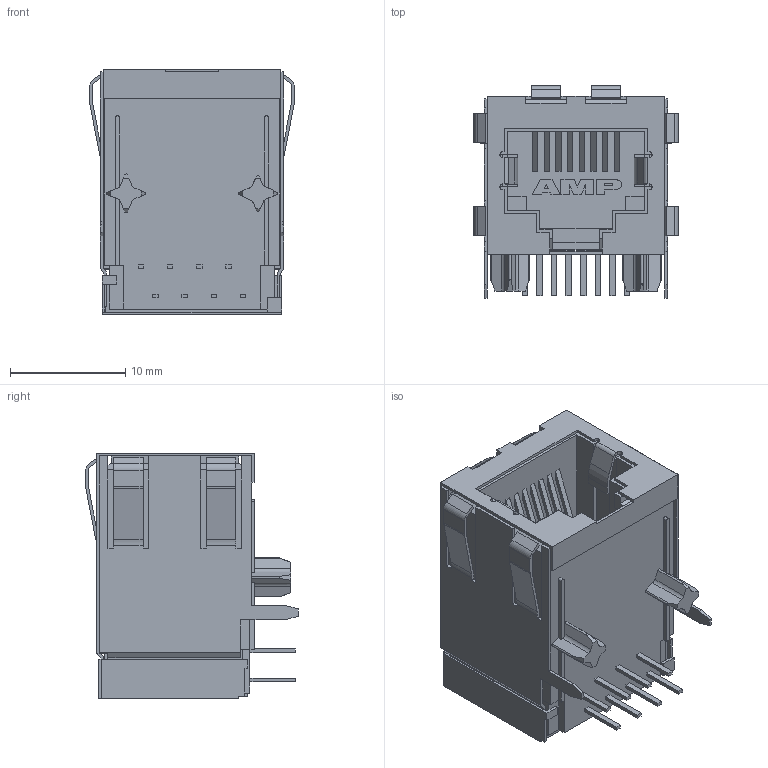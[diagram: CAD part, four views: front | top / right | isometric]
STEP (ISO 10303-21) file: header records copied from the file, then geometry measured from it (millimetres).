
FILE_DESCRIPTION((''),'2;1');
FILE_NAME('C-5406299-01-3','2007-09-07T',('workeradm'),('Tyco Electronics Corporation'),'PRO/ENGINEER BY PARAMETRIC TECHNOLOGY CORPORATION, 2005450','PRO/ENGINEER BY PARAMETRIC TECHNOLOGY CORPORATION, 2005450','');
FILE_SCHEMA(('CONFIG_CONTROL_DESIGN', 'GEOMETRIC_VALIDATION_PROPERTIES_MIM'));
Length unit declared in the file: millimetre
Products named in the file (1): C-5406299-01-3
Bounding box: 17.73 x 18.44 x 21.34 mm (x, y, z)
Volume: 3080.8 mm3; surface area: 4915.6 mm2
Topology: 2 solids, 2 shells, 484 faces, 1401 edges, 922 vertices
Faces by surface type: plane 415, cylinder 67, extrusion 2
Entity records: 15980 total; most frequent: CARTESIAN_POINT 2958, ORIENTED_EDGE 2802, DIRECTION 2485, EDGE_CURVE 1401, VECTOR 1261, LINE 1259, VERTEX_POINT 922, AXIS2_PLACEMENT_3D 612
